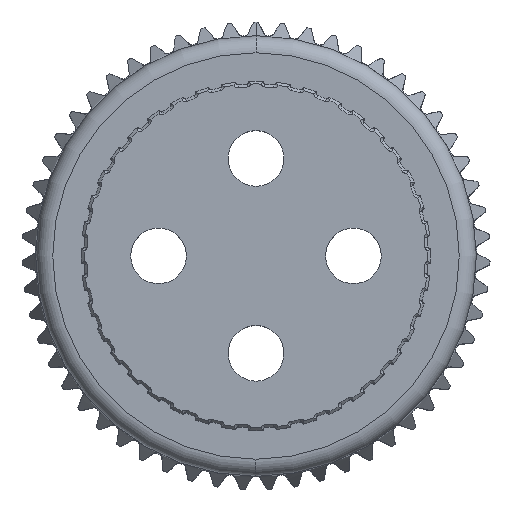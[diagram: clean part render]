
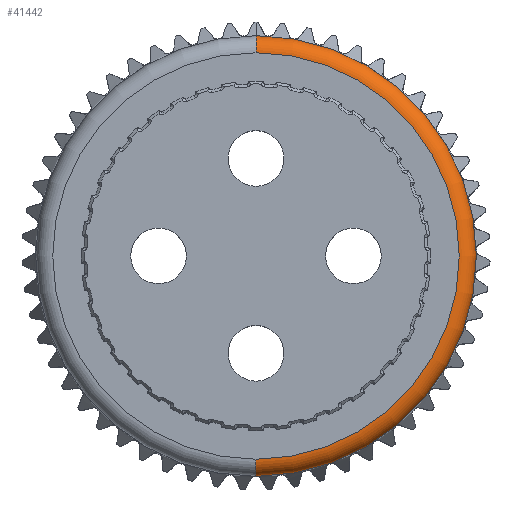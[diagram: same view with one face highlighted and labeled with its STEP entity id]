
A CAD part, top view. The second image highlights one B-rep face of the part: STEP entity #41442.
In plain terms, the highlighted toroidal (fillet/blend) face has major radius 14.6 mm and minor radius 1.2 mm.
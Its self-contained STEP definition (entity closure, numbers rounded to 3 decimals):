
#12329=CARTESIAN_POINT('',(0.,0.,58.3));
#12330=DIRECTION('',(0.,0.,1.));
#12331=DIRECTION('',(0.,-1.,0.));
#12332=AXIS2_PLACEMENT_3D('',#12329,#12330,#12331);
#12339=CARTESIAN_POINT('',(0.,-14.6,58.3));
#12340=DIRECTION('',(1.,0.,0.));
#12341=DIRECTION('',(0.,0.,1.));
#12342=AXIS2_PLACEMENT_3D('',#12339,#12340,#12341);
#12344=CARTESIAN_POINT('',(0.,0.,59.5));
#12345=DIRECTION('',(0.,0.,1.));
#12346=DIRECTION('',(0.,-1.,0.));
#12347=AXIS2_PLACEMENT_3D('',#12344,#12345,#12346);
#12954=CARTESIAN_POINT('',(0.,14.6,58.3));
#12955=DIRECTION('',(-1.,0.,0.));
#12956=DIRECTION('',(0.,0.,1.));
#12957=AXIS2_PLACEMENT_3D('',#12954,#12955,#12956);
#19604=CARTESIAN_POINT('',(0.,-14.6,59.5));
#19605=CARTESIAN_POINT('',(0.,14.6,59.5));
#19606=VERTEX_POINT('',#19604);
#19607=VERTEX_POINT('',#19605);
#19608=CARTESIAN_POINT('',(0.,-15.8,58.3));
#19609=CARTESIAN_POINT('',(0.,15.8,58.3));
#19610=VERTEX_POINT('',#19608);
#19611=VERTEX_POINT('',#19609);
#41428=CARTESIAN_POINT('',(0.,0.,58.3));
#41429=DIRECTION('',(0.,0.,-1.));
#41430=DIRECTION('',(-0.011,-1.,0.));
#41431=AXIS2_PLACEMENT_3D('',#41428,#41429,#41430);
#41432=TOROIDAL_SURFACE('',#41431,14.6,1.2);
#41434=ORIENTED_EDGE('',*,*,#41433,.T.);
#41436=ORIENTED_EDGE('',*,*,#41435,.T.);
#41437=ORIENTED_EDGE('',*,*,#41410,.F.);
#41439=ORIENTED_EDGE('',*,*,#41438,.F.);
#41440=EDGE_LOOP('',(#41434,#41436,#41437,#41439));
#41441=FACE_OUTER_BOUND('',#41440,.F.);
#41442=ADVANCED_FACE('',(#41441),#41432,.T.);
#12333=CIRCLE('',#12332,15.8);
#12343=CIRCLE('',#12342,1.2);
#12348=CIRCLE('',#12347,14.6);
#12958=CIRCLE('',#12957,1.2);
#41410=EDGE_CURVE('',#19610,#19611,#12333,.T.);
#41433=EDGE_CURVE('',#19606,#19607,#12348,.T.);
#41435=EDGE_CURVE('',#19607,#19611,#12958,.T.);
#41438=EDGE_CURVE('',#19606,#19610,#12343,.T.);
